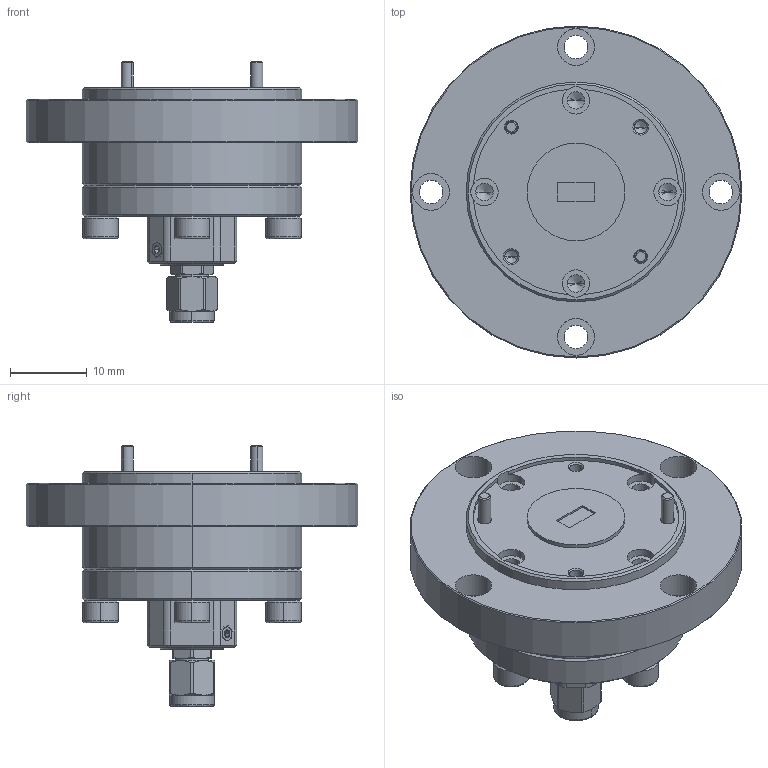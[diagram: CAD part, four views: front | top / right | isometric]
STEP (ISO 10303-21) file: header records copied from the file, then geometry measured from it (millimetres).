
FILE_DESCRIPTION (( 'STEP AP203' ), '1' );
FILE_NAME ('SWC-191M-E1-WR.STEP', '2023-06-07T16:49:27', ( '' ), ( '' ), 'SwSTEP 2.0', 'SolidWorks 2021', '' );
FILE_SCHEMA (( 'CONFIG_CONTROL_DESIGN' ));
Length unit declared in the file: inch
Products named in the file (1): SWC-191M-E1-WR
Bounding box: 43.18 x 43.18 x 33.91 mm (x, y, z)
Volume: 15354.1 mm3; surface area: 6385.4 mm2
Topology: 4 solids, 4 shells, 352 faces, 793 edges, 470 vertices
Faces by surface type: cylinder 132, plane 111, cone 99, torus 8, bspline 2
Entity records: 9786 total; most frequent: CARTESIAN_POINT 1851, DIRECTION 1743, ORIENTED_EDGE 1546, EDGE_CURVE 773, AXIS2_PLACEMENT_3D 680, VERTEX_POINT 470, EDGE_LOOP 401, LINE 383
